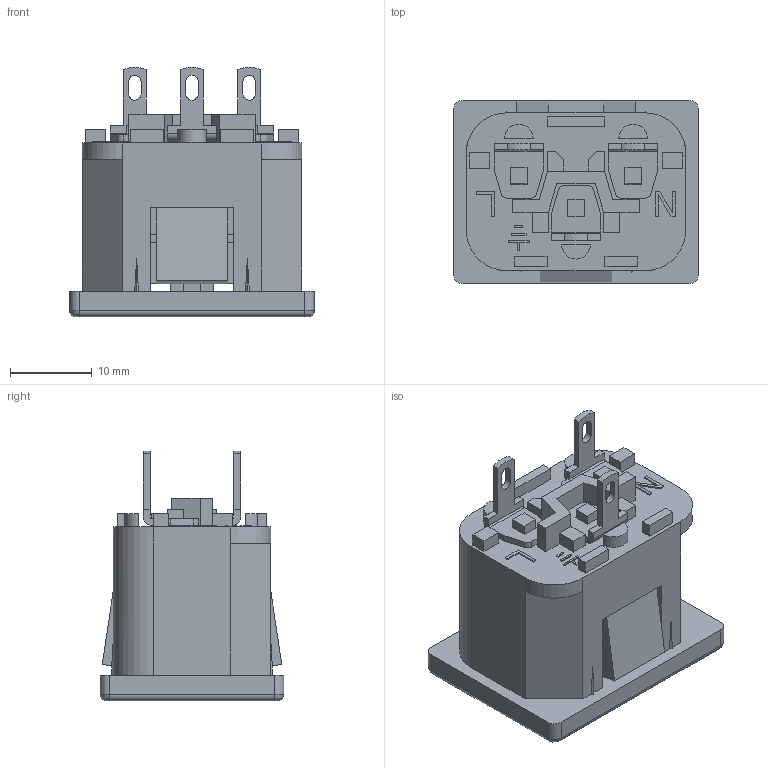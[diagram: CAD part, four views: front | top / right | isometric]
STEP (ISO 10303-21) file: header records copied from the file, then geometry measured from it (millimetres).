
FILE_DESCRIPTION (( 'STEP AP214' ), '1' );
FILE_NAME ('ACM-C4-N10S-TT_3D.step', '2024-03-07T16:51:13', ( '' ), ( '' ), 'SwSTEP 2.0', 'SolidWorks 2022', '' );
FILE_SCHEMA (( 'AUTOMOTIVE_DESIGN' ));
Length unit declared in the file: inch
Products named in the file (1): ACM-C4-N10S-TT_3D
Bounding box: 30 x 22.5 x 30.59 mm (x, y, z)
Volume: 4805.9 mm3; surface area: 6533.6 mm2
Topology: 7 solids, 7 shells, 430 faces, 1185 edges, 773 vertices
Faces by surface type: plane 325, cylinder 89, torus 8, bspline 8
Entity records: 13904 total; most frequent: CARTESIAN_POINT 2643, ORIENTED_EDGE 2370, DIRECTION 2218, EDGE_CURVE 1185, LINE 982, VECTOR 982, VERTEX_POINT 773, AXIS2_PLACEMENT_3D 618
